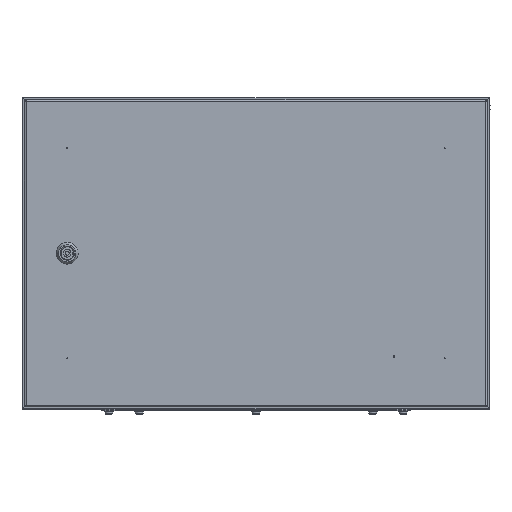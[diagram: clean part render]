
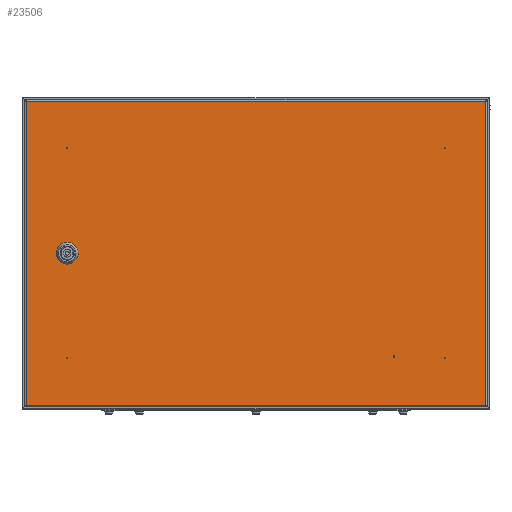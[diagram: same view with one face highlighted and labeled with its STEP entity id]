
A CAD part, top view. The second image highlights one B-rep face of the part: STEP entity #23506.
In plain terms, the highlighted planar face has unit normal (0, 0, 1).
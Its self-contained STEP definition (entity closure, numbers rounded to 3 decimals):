
#1309 = DIRECTION ( 'NONE',  ( 1., 0., 0. ) ) ;
#1419 = CARTESIAN_POINT ( 'NONE',  ( 345.353, 4.6, 199.999 ) ) ;
#1477 = DIRECTION ( 'NONE',  ( 0., -1., 0. ) ) ;
#1837 = DIRECTION ( 'NONE',  ( 1., 0., 0. ) ) ;
#2049 = VERTEX_POINT ( 'NONE', #63866 ) ;
#3412 = EDGE_CURVE ( 'NONE', #42685, #59497, #58274, .T. ) ;
#4083 = DIRECTION ( 'NONE',  ( 1., 0., 0. ) ) ;
#4115 = CARTESIAN_POINT ( 'NONE',  ( -182.547, 205., 199.999 ) ) ;
#6630 = DIRECTION ( 'NONE',  ( 0., 0., 1. ) ) ;
#7327 = ORIENTED_EDGE ( 'NONE', *, *, #67993, .T. ) ;
#7674 = VECTOR ( 'NONE', #52236, 1000. ) ;
#7841 = CARTESIAN_POINT ( 'NONE',  ( -197.547, 205., 199.999 ) ) ;
#9218 = AXIS2_PLACEMENT_3D ( 'NONE', #16363, #33249, #1837 ) ;
#9361 = DIRECTION ( 'NONE',  ( 1., 0., 0. ) ) ;
#10304 = CIRCLE ( 'NONE', #55483, 5. ) ;
#10573 = VECTOR ( 'NONE', #9361, 1000. ) ;
#12739 = EDGE_CURVE ( 'NONE', #18213, #59497, #42533, .T. ) ;
#12803 = CARTESIAN_POINT ( 'NONE',  ( 345.882, 4.6, 199.999 ) ) ;
#12863 = AXIS2_PLACEMENT_3D ( 'NONE', #14098, #60351, #33766 ) ;
#13378 = AXIS2_PLACEMENT_3D ( 'NONE', #27579, #58294, #47609 ) ;
#13426 = PLANE ( 'NONE',  #12863 ) ;
#14098 = CARTESIAN_POINT ( 'NONE',  ( -247.547, 397.5, 199.999 ) ) ;
#14299 = DIRECTION ( 'NONE',  ( 0., -1., 0. ) ) ;
#16363 = CARTESIAN_POINT ( 'NONE',  ( 227.453, 67.5, 199.999 ) ) ;
#16636 = CARTESIAN_POINT ( 'NONE',  ( -245.447, 4.6, 199.999 ) ) ;
#17002 = ORIENTED_EDGE ( 'NONE', *, *, #60606, .T. ) ;
#17101 = EDGE_CURVE ( 'NONE', #18213, #41641, #10304, .T. ) ;
#17788 = CIRCLE ( 'NONE', #13378, 5. ) ;
#18055 = CIRCLE ( 'NONE', #9218, 1. ) ;
#18213 = VERTEX_POINT ( 'NONE', #48191 ) ;
#18221 = DIRECTION ( 'NONE',  ( 0., 0., -1. ) ) ;
#18616 = AXIS2_PLACEMENT_3D ( 'NONE', #28573, #18221, #1309 ) ;
#19071 = VERTEX_POINT ( 'NONE', #1419 ) ;
#20156 = EDGE_LOOP ( 'NONE', ( #42269, #36454 ) ) ;
#20345 = VERTEX_POINT ( 'NONE', #45569 ) ;
#20610 = DIRECTION ( 'NONE',  ( -1., 0., 0. ) ) ;
#20645 = ORIENTED_EDGE ( 'NONE', *, *, #12739, .F. ) ;
#21980 = VERTEX_POINT ( 'NONE', #16636 ) ;
#22433 = ORIENTED_EDGE ( 'NONE', *, *, #43547, .T. ) ;
#23506 = ADVANCED_FACE ( 'NONE', ( #53493, #37926, #34439 ), #13426, .T. ) ;
#24262 = VECTOR ( 'NONE', #33491, 1000. ) ;
#24888 = LINE ( 'NONE', #29059, #10573 ) ;
#25603 = LINE ( 'NONE', #35244, #65162 ) ;
#25803 = LINE ( 'NONE', #46843, #48648 ) ;
#26527 = EDGE_CURVE ( 'NONE', #19071, #52888, #32164, .T. ) ;
#27579 = CARTESIAN_POINT ( 'NONE',  ( -187.547, 205., 199.999 ) ) ;
#28024 = DIRECTION ( 'NONE',  ( 0., 1., 0. ) ) ;
#28031 = CARTESIAN_POINT ( 'NONE',  ( 227.453, 67.5, 199.999 ) ) ;
#28573 = CARTESIAN_POINT ( 'NONE',  ( -197.547, 195., 199.999 ) ) ;
#29059 = CARTESIAN_POINT ( 'NONE',  ( -202.547, 190., 199.999 ) ) ;
#29212 = ORIENTED_EDGE ( 'NONE', *, *, #26527, .T. ) ;
#30181 = CARTESIAN_POINT ( 'NONE',  ( -197.547, 210., 199.999 ) ) ;
#30540 = EDGE_LOOP ( 'NONE', ( #35958, #7327, #65230, #41384, #20645, #48373, #59131, #17002 ) ) ;
#30627 = EDGE_CURVE ( 'NONE', #52888, #2049, #25803, .T. ) ;
#32164 = LINE ( 'NONE', #64600, #52272 ) ;
#33249 = DIRECTION ( 'NONE',  ( 0., 0., 1. ) ) ;
#33491 = DIRECTION ( 'NONE',  ( 1., 0., 0. ) ) ;
#33766 = DIRECTION ( 'NONE',  ( 1., 0., 0. ) ) ;
#34439 = FACE_OUTER_BOUND ( 'NONE', #41056, .T. ) ;
#35244 = CARTESIAN_POINT ( 'NONE',  ( -182.547, 190., 199.999 ) ) ;
#35958 = ORIENTED_EDGE ( 'NONE', *, *, #59039, .F. ) ;
#36360 = ORIENTED_EDGE ( 'NONE', *, *, #47054, .T. ) ;
#36454 = ORIENTED_EDGE ( 'NONE', *, *, #62317, .F. ) ;
#37178 = CIRCLE ( 'NONE', #66952, 1. ) ;
#37622 = EDGE_CURVE ( 'NONE', #42685, #46857, #24888, .T. ) ;
#37926 = FACE_BOUND ( 'NONE', #30540, .T. ) ;
#38524 = VERTEX_POINT ( 'NONE', #46359 ) ;
#39337 = LINE ( 'NONE', #12803, #24262 ) ;
#39385 = DIRECTION ( 'NONE',  ( 0., 0., -1. ) ) ;
#40818 = CARTESIAN_POINT ( 'NONE',  ( -245.447, 4.071, 199.999 ) ) ;
#40829 = LINE ( 'NONE', #62589, #7674 ) ;
#41056 = EDGE_LOOP ( 'NONE', ( #36360, #22433, #29212, #47861 ) ) ;
#41384 = ORIENTED_EDGE ( 'NONE', *, *, #3412, .T. ) ;
#41638 = EDGE_CURVE ( 'NONE', #65228, #41641, #40829, .T. ) ;
#41641 = VERTEX_POINT ( 'NONE', #30181 ) ;
#42044 = CARTESIAN_POINT ( 'NONE',  ( -202.547, 195., 199.999 ) ) ;
#42132 = CIRCLE ( 'NONE', #52104, 5. ) ;
#42269 = ORIENTED_EDGE ( 'NONE', *, *, #50808, .F. ) ;
#42533 = LINE ( 'NONE', #53269, #47576 ) ;
#42685 = VERTEX_POINT ( 'NONE', #45019 ) ;
#43308 = CARTESIAN_POINT ( 'NONE',  ( -187.547, 190., 199.999 ) ) ;
#43547 = EDGE_CURVE ( 'NONE', #21980, #19071, #39337, .T. ) ;
#43877 = DIRECTION ( 'NONE',  ( 1., 0., 0. ) ) ;
#44073 = DIRECTION ( 'NONE',  ( 0., 0., -1. ) ) ;
#44116 = CARTESIAN_POINT ( 'NONE',  ( 345.353, 395.4, 199.999 ) ) ;
#45019 = CARTESIAN_POINT ( 'NONE',  ( -197.547, 190., 199.999 ) ) ;
#45569 = CARTESIAN_POINT ( 'NONE',  ( -182.547, 195., 199.999 ) ) ;
#45698 = LINE ( 'NONE', #40818, #55634 ) ;
#46359 = CARTESIAN_POINT ( 'NONE',  ( 226.453, 67.5, 199.999 ) ) ;
#46643 = DIRECTION ( 'NONE',  ( 0., 1., 0. ) ) ;
#46843 = CARTESIAN_POINT ( 'NONE',  ( -245.977, 395.4, 199.999 ) ) ;
#46857 = VERTEX_POINT ( 'NONE', #43308 ) ;
#47054 = EDGE_CURVE ( 'NONE', #2049, #21980, #45698, .T. ) ;
#47576 = VECTOR ( 'NONE', #1477, 1000. ) ;
#47609 = DIRECTION ( 'NONE',  ( 1., 0., 0. ) ) ;
#47861 = ORIENTED_EDGE ( 'NONE', *, *, #30627, .T. ) ;
#48191 = CARTESIAN_POINT ( 'NONE',  ( -202.547, 205., 199.999 ) ) ;
#48373 = ORIENTED_EDGE ( 'NONE', *, *, #17101, .T. ) ;
#48648 = VECTOR ( 'NONE', #20610, 1000. ) ;
#50808 = EDGE_CURVE ( 'NONE', #66962, #38524, #18055, .T. ) ;
#52036 = CARTESIAN_POINT ( 'NONE',  ( 228.453, 67.5, 199.999 ) ) ;
#52104 = AXIS2_PLACEMENT_3D ( 'NONE', #67588, #39385, #4083 ) ;
#52236 = DIRECTION ( 'NONE',  ( -1., 0., 0. ) ) ;
#52272 = VECTOR ( 'NONE', #28024, 1000. ) ;
#52888 = VERTEX_POINT ( 'NONE', #44116 ) ;
#53269 = CARTESIAN_POINT ( 'NONE',  ( -202.547, 190., 199.999 ) ) ;
#53493 = FACE_BOUND ( 'NONE', #20156, .T. ) ;
#55483 = AXIS2_PLACEMENT_3D ( 'NONE', #7841, #44073, #65146 ) ;
#55634 = VECTOR ( 'NONE', #14299, 1000. ) ;
#58274 = CIRCLE ( 'NONE', #18616, 5. ) ;
#58294 = DIRECTION ( 'NONE',  ( 0., 0., -1. ) ) ;
#58777 = CARTESIAN_POINT ( 'NONE',  ( -187.547, 210., 199.999 ) ) ;
#59039 = EDGE_CURVE ( 'NONE', #20345, #59412, #25603, .T. ) ;
#59131 = ORIENTED_EDGE ( 'NONE', *, *, #41638, .F. ) ;
#59412 = VERTEX_POINT ( 'NONE', #4115 ) ;
#59497 = VERTEX_POINT ( 'NONE', #42044 ) ;
#60351 = DIRECTION ( 'NONE',  ( 0., 0., 1. ) ) ;
#60606 = EDGE_CURVE ( 'NONE', #65228, #59412, #17788, .T. ) ;
#62317 = EDGE_CURVE ( 'NONE', #38524, #66962, #37178, .T. ) ;
#62589 = CARTESIAN_POINT ( 'NONE',  ( -202.547, 210., 199.999 ) ) ;
#63866 = CARTESIAN_POINT ( 'NONE',  ( -245.447, 395.4, 199.999 ) ) ;
#64600 = CARTESIAN_POINT ( 'NONE',  ( 345.353, 395.929, 199.999 ) ) ;
#65146 = DIRECTION ( 'NONE',  ( 1., 0., 0. ) ) ;
#65162 = VECTOR ( 'NONE', #46643, 1000. ) ;
#65228 = VERTEX_POINT ( 'NONE', #58777 ) ;
#65230 = ORIENTED_EDGE ( 'NONE', *, *, #37622, .F. ) ;
#66952 = AXIS2_PLACEMENT_3D ( 'NONE', #28031, #6630, #43877 ) ;
#66962 = VERTEX_POINT ( 'NONE', #52036 ) ;
#67588 = CARTESIAN_POINT ( 'NONE',  ( -187.547, 195., 199.999 ) ) ;
#67993 = EDGE_CURVE ( 'NONE', #20345, #46857, #42132, .T. ) ;
